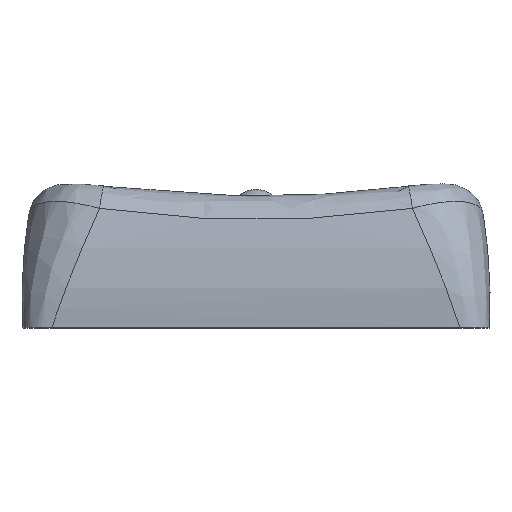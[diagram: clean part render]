
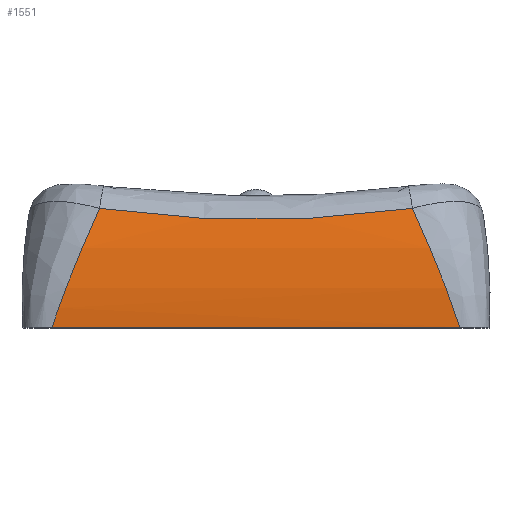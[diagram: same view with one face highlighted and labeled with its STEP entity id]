
A CAD part, top view. The second image highlights one B-rep face of the part: STEP entity #1551.
In plain terms, the highlighted cylindrical face has radius 11.654 mm (diameter 23.308 mm), a partial arc.
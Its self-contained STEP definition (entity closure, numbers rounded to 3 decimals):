
#67=ELLIPSE('',#1699,38.466,37.237);
#96=LINE('',#2671,#174);
#174=VECTOR('',#1776,10.);
#295=CYLINDRICAL_SURFACE('',#1698,11.654);
#427=FACE_OUTER_BOUND('',#529,.T.);
#529=EDGE_LOOP('',(#1417,#1418,#1419,#1420));
#615=B_SPLINE_CURVE_WITH_KNOTS('',3,(#4423,#4424,#4425,#4426,#4427,#4428),
 .UNSPECIFIED.,.F.,.F.,(4,2,4),(-0.353,0.,0.102),
 .UNSPECIFIED.);
#617=B_SPLINE_CURVE_WITH_KNOTS('',3,(#4438,#4439,#4440,#4441,#4442,#4443),
 .UNSPECIFIED.,.F.,.F.,(4,2,4),(-0.102,0.,0.353),
 .UNSPECIFIED.);
#678=VERTEX_POINT('',#2657);
#679=VERTEX_POINT('',#2670);
#756=VERTEX_POINT('',#4422);
#757=VERTEX_POINT('',#4437);
#822=EDGE_CURVE('',#678,#679,#96,.T.);
#979=EDGE_CURVE('',#756,#679,#615,.T.);
#981=EDGE_CURVE('',#678,#757,#617,.T.);
#982=EDGE_CURVE('',#757,#756,#67,.T.);
#1417=ORIENTED_EDGE('',*,*,#822,.F.);
#1418=ORIENTED_EDGE('',*,*,#981,.T.);
#1419=ORIENTED_EDGE('',*,*,#982,.T.);
#1420=ORIENTED_EDGE('',*,*,#979,.T.);
#1551=ADVANCED_FACE('',(#427),#295,.T.);
#1698=AXIS2_PLACEMENT_3D('',#4436,#2032,#2033);
#1699=AXIS2_PLACEMENT_3D('',#4444,#2034,#2035);
#1776=DIRECTION('',(-1.,0.,0.));
#2032=DIRECTION('center_axis',(-1.,0.,0.));
#2033=DIRECTION('ref_axis',(0.,0.,1.));
#2034=DIRECTION('center_axis',(0.,-0.304,-0.953));
#2035=DIRECTION('ref_axis',(1.,0.,0.));
#2657=CARTESIAN_POINT('',(-86.105,2.5,-118.704));
#2670=CARTESIAN_POINT('',(-101.695,2.5,-118.704));
#2671=CARTESIAN_POINT('',(-93.9,2.5,-118.704));
#4422=CARTESIAN_POINT('',(-99.879,7.045,-119.214));
#4423=CARTESIAN_POINT('Ctrl Pts',(-99.879,7.045,-119.214));
#4424=CARTESIAN_POINT('Ctrl Pts',(-100.424,5.857,-118.834));
#4425=CARTESIAN_POINT('Ctrl Pts',(-100.928,4.662,-118.662));
#4426=CARTESIAN_POINT('Ctrl Pts',(-101.472,3.164,-118.661));
#4427=CARTESIAN_POINT('Ctrl Pts',(-101.587,2.831,-118.676));
#4428=CARTESIAN_POINT('Ctrl Pts',(-101.695,2.5,-118.704));
#4436=CARTESIAN_POINT('Origin',(-93.9,3.5,-130.316));
#4437=CARTESIAN_POINT('',(-87.921,7.045,-119.214));
#4438=CARTESIAN_POINT('Ctrl Pts',(-86.105,2.5,-118.704));
#4439=CARTESIAN_POINT('Ctrl Pts',(-86.213,2.831,-118.676));
#4440=CARTESIAN_POINT('Ctrl Pts',(-86.328,3.164,-118.661));
#4441=CARTESIAN_POINT('Ctrl Pts',(-86.872,4.662,-118.661));
#4442=CARTESIAN_POINT('Ctrl Pts',(-87.376,5.857,-118.834));
#4443=CARTESIAN_POINT('Ctrl Pts',(-87.921,7.045,-119.214));
#4444=CARTESIAN_POINT('Origin',(-93.9,42.086,-130.402));
